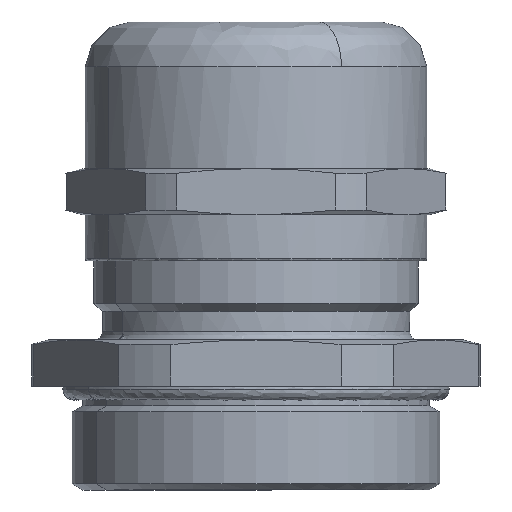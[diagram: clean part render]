
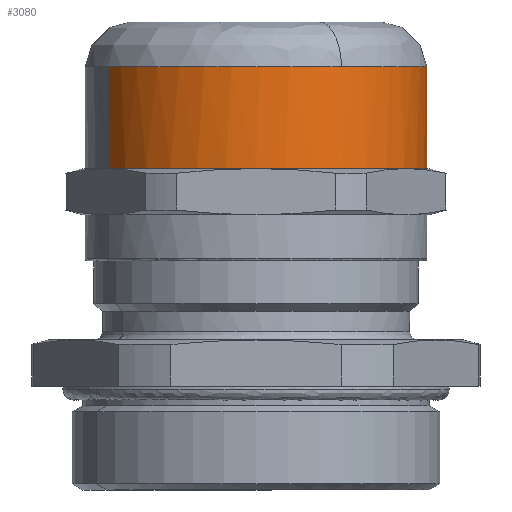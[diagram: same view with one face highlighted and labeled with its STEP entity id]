
A CAD part, left-side view. The second image highlights one B-rep face of the part: STEP entity #3080.
In plain terms, the highlighted cylindrical face has radius 14.8 mm (diameter 29.6 mm), a partial arc.
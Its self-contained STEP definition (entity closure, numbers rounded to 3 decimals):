
#3027=AXIS2_PLACEMENT_3D('Circle Axis2P3D',#3025,#3026,$) ;
#3071=AXIS2_PLACEMENT_3D('Cylinder Axis2P3D',#3068,#3069,#3070) ;
#55=CARTESIAN_POINT('Vertex',(25.4,6.633,36.66)) ;
#79=CARTESIAN_POINT('Vertex',(5.183,12.05,36.66)) ;
#83=CARTESIAN_POINT('Control Point',(25.4,6.633,36.66)) ;
#84=CARTESIAN_POINT('Control Point',(16.855,1.699,36.66)) ;
#85=CARTESIAN_POINT('Control Point',(8.883,5.641,36.66)) ;
#86=CARTESIAN_POINT('Control Point',(5.183,12.05,36.66)) ;
#516=CARTESIAN_POINT('Vertex',(25.4,6.633,27.86)) ;
#518=CARTESIAN_POINT('Vertex',(10.6,32.267,27.86)) ;
#521=CARTESIAN_POINT('Line Origine',(10.6,32.267,27.86)) ;
#525=CARTESIAN_POINT('Vertex',(10.6,32.267,36.66)) ;
#536=CARTESIAN_POINT('Line Origine',(25.4,6.633,27.86)) ;
#3025=CARTESIAN_POINT('Axis2P3D Location',(18.,19.45,27.86)) ;
#3054=CARTESIAN_POINT('Control Point',(5.183,12.05,36.66)) ;
#3055=CARTESIAN_POINT('Control Point',(1.483,18.459,36.66)) ;
#3056=CARTESIAN_POINT('Control Point',(2.055,27.334,36.66)) ;
#3057=CARTESIAN_POINT('Control Point',(10.6,32.267,36.66)) ;
#3068=CARTESIAN_POINT('Axis2P3D Location',(18.,19.45,27.86)) ;
#522=DIRECTION('Vector Direction',(0.,0.,1.)) ;
#537=DIRECTION('Vector Direction',(0.,0.,1.)) ;
#3026=DIRECTION('Axis2P3D Direction',(0.,0.,1.)) ;
#3069=DIRECTION('Axis2P3D Direction',(0.,0.,1.)) ;
#3070=DIRECTION('Axis2P3D XDirection',(-0.5,0.866,0.)) ;
#523=VECTOR('Line Direction',#522,1.) ;
#538=VECTOR('Line Direction',#537,1.) ;
#3074=ORIENTED_EDGE('',*,*,#527,.F.) ;
#3075=ORIENTED_EDGE('',*,*,#3029,.T.) ;
#3076=ORIENTED_EDGE('',*,*,#540,.T.) ;
#3077=ORIENTED_EDGE('',*,*,#87,.T.) ;
#3078=ORIENTED_EDGE('',*,*,#3058,.T.) ;
#3080=ADVANCED_FACE('Brep With Voids',(#3079),#3072,.T.) ;
#3028=CIRCLE('generated circle',#3027,14.8) ;
#3072=CYLINDRICAL_SURFACE('generated cylinder',#3071,14.8) ;
#87=EDGE_CURVE('',#56,#80,#82,.T.) ;
#527=EDGE_CURVE('',#519,#526,#524,.T.) ;
#540=EDGE_CURVE('',#517,#56,#539,.T.) ;
#3029=EDGE_CURVE('',#519,#517,#3028,.T.) ;
#3058=EDGE_CURVE('',#80,#526,#3053,.T.) ;
#3073=EDGE_LOOP('',(#3074,#3075,#3076,#3077,#3078)) ;
#3079=FACE_OUTER_BOUND('',#3073,.T.) ;
#524=LINE('Line',#521,#523) ;
#539=LINE('Line',#536,#538) ;
#56=VERTEX_POINT('',#55) ;
#80=VERTEX_POINT('',#79) ;
#517=VERTEX_POINT('',#516) ;
#519=VERTEX_POINT('',#518) ;
#526=VERTEX_POINT('',#525) ;
#82=(BOUNDED_CURVE()B_SPLINE_CURVE(3,(#83,#84,#85,#86),.UNSPECIFIED.,.F.,.U.)B_SPLINE_CURVE_WITH_KNOTS((4,4),(40.263,80.527),.UNSPECIFIED.)CURVE()GEOMETRIC_REPRESENTATION_ITEM()RATIONAL_B_SPLINE_CURVE((0.5,0.5,0.667,1.))REPRESENTATION_ITEM('')) ;
#3053=(BOUNDED_CURVE()B_SPLINE_CURVE(3,(#3054,#3055,#3056,#3057),.UNSPECIFIED.,.F.,.U.)B_SPLINE_CURVE_WITH_KNOTS((4,4),(0.,40.263),.UNSPECIFIED.)CURVE()GEOMETRIC_REPRESENTATION_ITEM()RATIONAL_B_SPLINE_CURVE((1.,0.667,0.5,0.5))REPRESENTATION_ITEM('')) ;
